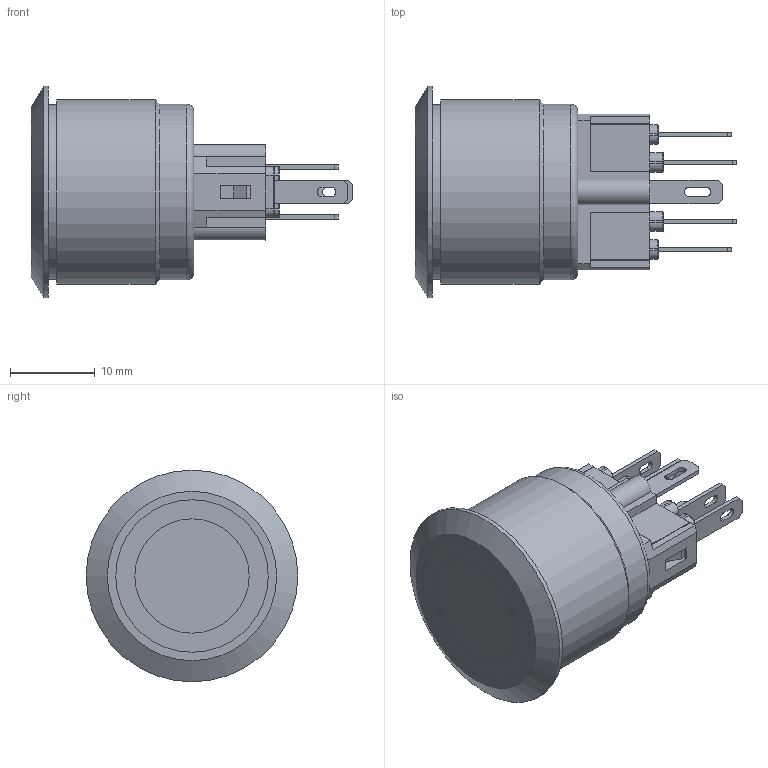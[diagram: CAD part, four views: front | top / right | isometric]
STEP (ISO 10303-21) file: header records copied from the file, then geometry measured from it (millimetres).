
FILE_DESCRIPTION((''),'2;1');
FILE_NAME('PV7F2Y0xx-3xx.stp','2018-03-05T16:08:15',('mwilliams'),(''),'Autodesk Inventor 2012','Autodesk Inventor 2012','');
FILE_SCHEMA(('AUTOMOTIVE_DESIGN { 1 0 10303 214 1 1 1 1 }'));
Length unit declared in the file: millimetre
Products named in the file (1): PV7F2Y0xx-3xx
Bounding box: 38 x 25 x 25 mm (x, y, z)
Volume: 8258.7 mm3; surface area: 3347.1 mm2
Topology: 1 solids, 2 shells, 254 faces, 662 edges, 415 vertices
Faces by surface type: plane 179, cylinder 56, torus 17, cone 2
Full cylindrical faces by diameter (mm): 1.85 x1, 18.9 x1, 20.6 x1, 20.7 x1, 21.8 x1, 25 x1
Entity records: 7906 total; most frequent: CARTESIAN_POINT 1313, DIRECTION 1304, ORIENTED_EDGE 1296, EDGE_CURVE 648, VECTOR 502, LINE 502, VERTEX_POINT 410, AXIS2_PLACEMENT_3D 401
